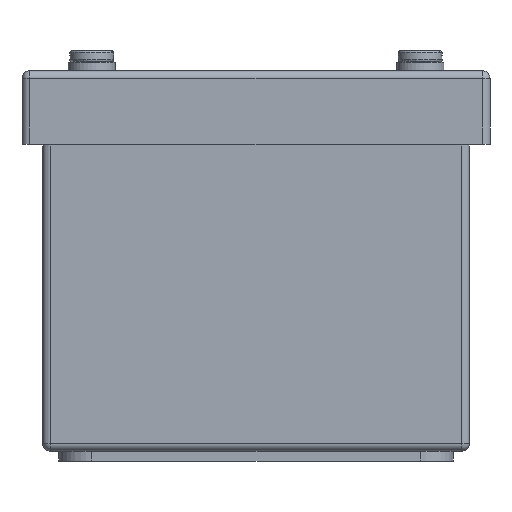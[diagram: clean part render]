
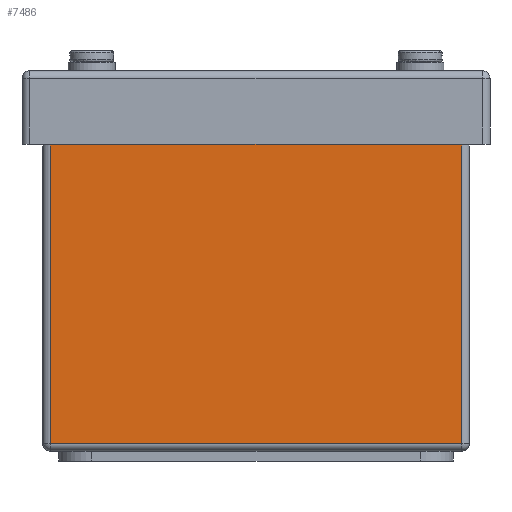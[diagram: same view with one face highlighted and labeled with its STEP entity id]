
A CAD part, left-side view. The second image highlights one B-rep face of the part: STEP entity #7486.
In plain terms, the highlighted planar face has unit normal (-1, 0, 0).
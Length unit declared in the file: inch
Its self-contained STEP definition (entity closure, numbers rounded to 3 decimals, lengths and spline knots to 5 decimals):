
#521 = CARTESIAN_POINT ( 'NONE',  ( 0., 3.19, 0.06 ) ) ;
#551 = VERTEX_POINT ( 'NONE', #521 ) ;
#808 = CARTESIAN_POINT ( 'NONE',  ( 0., 0., 0.06 ) ) ;
#919 = LINE ( 'NONE', #808, #6178 ) ;
#1443 = VERTEX_POINT ( 'NONE', #3470 ) ;
#1469 = VERTEX_POINT ( 'NONE', #3283 ) ;
#1918 = VECTOR ( 'NONE', #7800, 39.37008 ) ;
#2144 = DIRECTION ( 'NONE',  ( 0., 0., -1. ) ) ;
#2499 = AXIS2_PLACEMENT_3D ( 'NONE', #4592, #11918, #8301 ) ;
#2598 = PLANE ( 'NONE',  #2499 ) ;
#2654 = DIRECTION ( 'NONE',  ( 0., 1., 0. ) ) ;
#3283 = CARTESIAN_POINT ( 'NONE',  ( 0., 0.06, 0.06 ) ) ;
#3470 = CARTESIAN_POINT ( 'NONE',  ( 0., 3.19, 2.69 ) ) ;
#4150 = CARTESIAN_POINT ( 'NONE',  ( 0., 0.06, 0. ) ) ;
#4242 = ORIENTED_EDGE ( 'NONE', *, *, #5629, .T. ) ;
#4592 = CARTESIAN_POINT ( 'NONE',  ( 0., 3.25, 0. ) ) ;
#4626 = DIRECTION ( 'NONE',  ( 0., -1., 0. ) ) ;
#4804 = ORIENTED_EDGE ( 'NONE', *, *, #8527, .T. ) ;
#4933 = LINE ( 'NONE', #4150, #1918 ) ;
#5629 = EDGE_CURVE ( 'NONE', #1443, #551, #6217, .T. ) ;
#5969 = ORIENTED_EDGE ( 'NONE', *, *, #7461, .T. ) ;
#6178 = VECTOR ( 'NONE', #4626, 39.37008 ) ;
#6217 = LINE ( 'NONE', #9944, #10615 ) ;
#6331 = VERTEX_POINT ( 'NONE', #7280 ) ;
#6471 = EDGE_LOOP ( 'NONE', ( #4804, #10262, #5969, #4242 ) ) ;
#7280 = CARTESIAN_POINT ( 'NONE',  ( 0., 0.06, 2.69 ) ) ;
#7461 = EDGE_CURVE ( 'NONE', #6331, #1443, #10197, .T. ) ;
#7486 = ADVANCED_FACE ( 'NONE', ( #11972 ), #2598, .T. ) ;
#7800 = DIRECTION ( 'NONE',  ( 0., 0., 1. ) ) ;
#8265 = EDGE_CURVE ( 'NONE', #1469, #6331, #4933, .T. ) ;
#8301 = DIRECTION ( 'NONE',  ( 0., 0., 1. ) ) ;
#8527 = EDGE_CURVE ( 'NONE', #551, #1469, #919, .T. ) ;
#9693 = VECTOR ( 'NONE', #2654, 39.37008 ) ;
#9944 = CARTESIAN_POINT ( 'NONE',  ( 0., 3.19, 0. ) ) ;
#10142 = CARTESIAN_POINT ( 'NONE',  ( 0., 3.25, 2.69 ) ) ;
#10197 = LINE ( 'NONE', #10142, #9693 ) ;
#10262 = ORIENTED_EDGE ( 'NONE', *, *, #8265, .T. ) ;
#10615 = VECTOR ( 'NONE', #2144, 39.37008 ) ;
#11918 = DIRECTION ( 'NONE',  ( -1., 0., 0. ) ) ;
#11972 = FACE_OUTER_BOUND ( 'NONE', #6471, .T. ) ;
